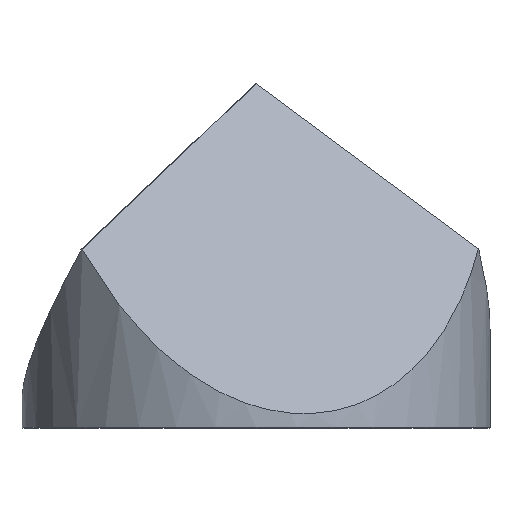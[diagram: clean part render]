
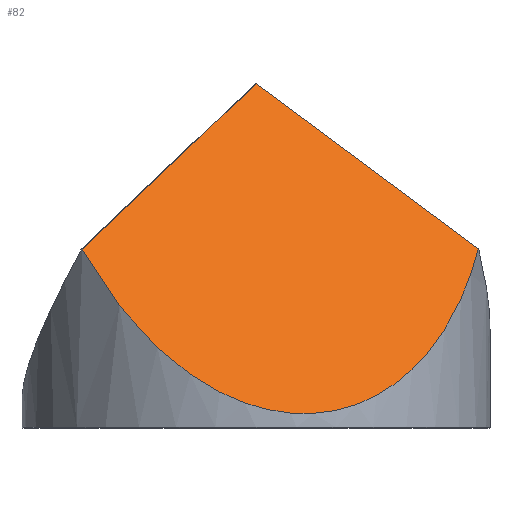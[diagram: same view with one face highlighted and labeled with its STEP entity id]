
A CAD part, front view. The second image highlights one B-rep face of the part: STEP entity #82.
In plain terms, the highlighted planar face has unit normal (0.168, -0.799, 0.577).
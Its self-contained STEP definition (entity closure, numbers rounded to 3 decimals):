
#26 = DIRECTION ( 'NONE',  ( 0.168, -0.799, 0.577 ) ) ;
#31 = LINE ( 'NONE', #340, #248 ) ;
#44 = ORIENTED_EDGE ( 'NONE', *, *, #311, .T. ) ;
#50 = VECTOR ( 'NONE', #87, 1000. ) ;
#62 = LINE ( 'NONE', #199, #50 ) ;
#82 = ADVANCED_FACE ( 'NONE', ( #359 ), #362, .T. ) ;
#86 = CARTESIAN_POINT ( 'NONE',  ( 0.017, -0.08, 36.845 ) ) ;
#87 = DIRECTION ( 'NONE',  ( -0.776, 0.254, 0.577 ) ) ;
#94 = AXIS2_PLACEMENT_3D ( 'NONE', #219, #26, #330 ) ;
#95 =( BOUNDED_CURVE ( )  B_SPLINE_CURVE ( 3, ( #159, #274, #243, #240 ),
 .UNSPECIFIED., .F., .T. ) 
 B_SPLINE_CURVE_WITH_KNOTS ( ( 4, 4 ),
 ( 5.239, 7.328 ),
 .UNSPECIFIED. ) 
 CURVE ( )  GEOMETRIC_REPRESENTATION_ITEM ( )  RATIONAL_B_SPLINE_CURVE ( ( 1., 0.668, 0.668, 1. ) ) 
 REPRESENTATION_ITEM ( '' )  );
#107 = CARTESIAN_POINT ( 'NONE',  ( 24.121, -7.959, 18.913 ) ) ;
#111 = EDGE_CURVE ( 'NONE', #263, #148, #95, .T. ) ;
#115 = CARTESIAN_POINT ( 'NONE',  ( -18.858, -17.015, 18.913 ) ) ;
#148 = VERTEX_POINT ( 'NONE', #107 ) ;
#159 = CARTESIAN_POINT ( 'NONE',  ( -18.858, -17.015, 18.913 ) ) ;
#179 = ORIENTED_EDGE ( 'NONE', *, *, #269, .T. ) ;
#199 = CARTESIAN_POINT ( 'NONE',  ( 16.5, -5.468, 24.583 ) ) ;
#219 = CARTESIAN_POINT ( 'NONE',  ( 3.593, -17.049, 12.32 ) ) ;
#233 = DIRECTION ( 'NONE',  ( -0.608, -0.545, -0.577 ) ) ;
#240 = CARTESIAN_POINT ( 'NONE',  ( 24.121, -7.959, 18.913 ) ) ;
#243 = CARTESIAN_POINT ( 'NONE',  ( 17.256, -28.764, -7.876 ) ) ;
#248 = VECTOR ( 'NONE', #233, 1000. ) ;
#256 = VERTEX_POINT ( 'NONE', #86 ) ;
#263 = VERTEX_POINT ( 'NONE', #115 ) ;
#269 = EDGE_CURVE ( 'NONE', #148, #256, #62, .T. ) ;
#274 = CARTESIAN_POINT ( 'NONE',  ( -4.182, -33.282, -7.876 ) ) ;
#311 = EDGE_CURVE ( 'NONE', #256, #263, #31, .T. ) ;
#330 = DIRECTION ( 'NONE',  ( 0., -0.586, -0.811 ) ) ;
#340 = CARTESIAN_POINT ( 'NONE',  ( -12.891, -11.661, 24.583 ) ) ;
#342 = EDGE_LOOP ( 'NONE', ( #179, #44, #349 ) ) ;
#349 = ORIENTED_EDGE ( 'NONE', *, *, #111, .T. ) ;
#359 = FACE_OUTER_BOUND ( 'NONE', #342, .T. ) ;
#362 = PLANE ( 'NONE',  #94 ) ;
